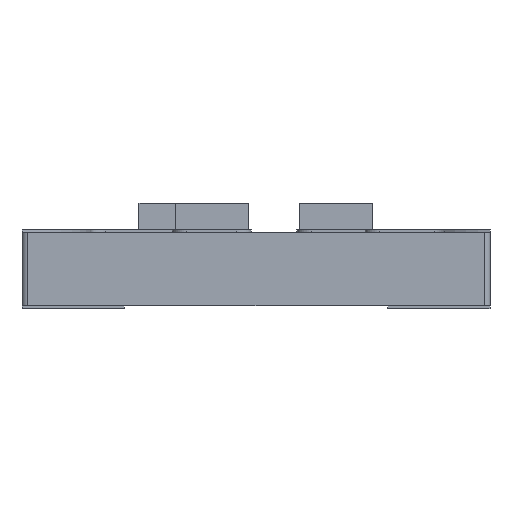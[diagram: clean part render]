
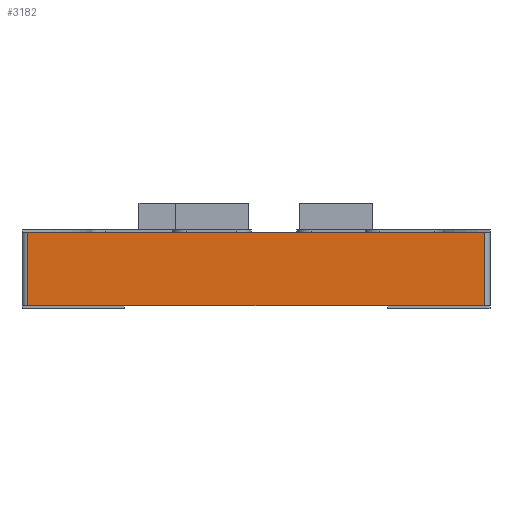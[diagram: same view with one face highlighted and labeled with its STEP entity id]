
A CAD part, front view. The second image highlights one B-rep face of the part: STEP entity #3182.
In plain terms, the highlighted planar face has unit normal (0, -1, 0).
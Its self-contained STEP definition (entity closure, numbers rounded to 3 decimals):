
#32=PLANE('',#3444);
#222=FACE_OUTER_BOUND('',#397,.T.);
#397=EDGE_LOOP('',(#2422,#2423,#2424,#2425,#2426,#2427,#2428,#2429));
#652=LINE('',#4953,#1013);
#654=LINE('',#4958,#1015);
#655=LINE('',#4961,#1016);
#656=LINE('',#4963,#1017);
#657=LINE('',#4965,#1018);
#658=LINE('',#4967,#1019);
#659=LINE('',#4969,#1020);
#660=LINE('',#4970,#1021);
#1013=VECTOR('',#3992,10.);
#1015=VECTOR('',#3998,10.);
#1016=VECTOR('',#4001,10.);
#1017=VECTOR('',#4002,10.);
#1018=VECTOR('',#4003,10.);
#1019=VECTOR('',#4004,10.);
#1020=VECTOR('',#4005,10.);
#1021=VECTOR('',#4006,10.);
#1502=VERTEX_POINT('',#4950);
#1503=VERTEX_POINT('',#4952);
#1504=VERTEX_POINT('',#4956);
#1505=VERTEX_POINT('',#4960);
#1506=VERTEX_POINT('',#4962);
#1507=VERTEX_POINT('',#4964);
#1508=VERTEX_POINT('',#4966);
#1509=VERTEX_POINT('',#4968);
#1854=EDGE_CURVE('',#1503,#1502,#652,.T.);
#1857=EDGE_CURVE('',#1504,#1502,#654,.T.);
#1858=EDGE_CURVE('',#1505,#1504,#655,.T.);
#1859=EDGE_CURVE('',#1506,#1505,#656,.T.);
#1860=EDGE_CURVE('',#1506,#1507,#657,.T.);
#1861=EDGE_CURVE('',#1507,#1508,#658,.T.);
#1862=EDGE_CURVE('',#1509,#1508,#659,.T.);
#1863=EDGE_CURVE('',#1503,#1509,#660,.T.);
#2422=ORIENTED_EDGE('',*,*,#1857,.F.);
#2423=ORIENTED_EDGE('',*,*,#1858,.F.);
#2424=ORIENTED_EDGE('',*,*,#1859,.F.);
#2425=ORIENTED_EDGE('',*,*,#1860,.T.);
#2426=ORIENTED_EDGE('',*,*,#1861,.T.);
#2427=ORIENTED_EDGE('',*,*,#1862,.F.);
#2428=ORIENTED_EDGE('',*,*,#1863,.F.);
#2429=ORIENTED_EDGE('',*,*,#1854,.T.);
#3182=ADVANCED_FACE('',(#222),#32,.T.);
#3444=AXIS2_PLACEMENT_3D('',#4959,#3999,#4000);
#3992=DIRECTION('',(1.,0.,0.));
#3998=DIRECTION('',(0.,0.,-1.));
#3999=DIRECTION('center_axis',(0.,-1.,0.));
#4000=DIRECTION('ref_axis',(1.,0.,0.));
#4001=DIRECTION('',(1.,0.,0.));
#4002=DIRECTION('',(0.,0.,1.));
#4003=DIRECTION('',(1.,0.,0.));
#4004=DIRECTION('',(0.,0.,-1.));
#4005=DIRECTION('',(-1.,0.,0.));
#4006=DIRECTION('',(0.,0.,-1.));
#4950=CARTESIAN_POINT('',(0.78,-0.8,0.));
#4952=CARTESIAN_POINT('',(0.25,-0.8,0.));
#4953=CARTESIAN_POINT('',(-0.8,-0.8,0.));
#4956=CARTESIAN_POINT('',(0.78,-0.8,0.25));
#4958=CARTESIAN_POINT('',(0.78,-0.8,0.));
#4959=CARTESIAN_POINT('Origin',(-0.8,-0.8,0.));
#4960=CARTESIAN_POINT('',(-0.78,-0.8,0.25));
#4961=CARTESIAN_POINT('',(-0.8,-0.8,0.25));
#4962=CARTESIAN_POINT('',(-0.78,-0.8,0.));
#4963=CARTESIAN_POINT('',(-0.78,-0.8,0.));
#4964=CARTESIAN_POINT('',(0.,-0.8,0.));
#4965=CARTESIAN_POINT('',(-0.8,-0.8,0.));
#4966=CARTESIAN_POINT('',(0.,-0.8,0.));
#4967=CARTESIAN_POINT('',(0.,-0.8,0.));
#4968=CARTESIAN_POINT('',(0.25,-0.8,0.));
#4969=CARTESIAN_POINT('',(0.,-0.8,0.));
#4970=CARTESIAN_POINT('',(0.25,-0.8,0.));
